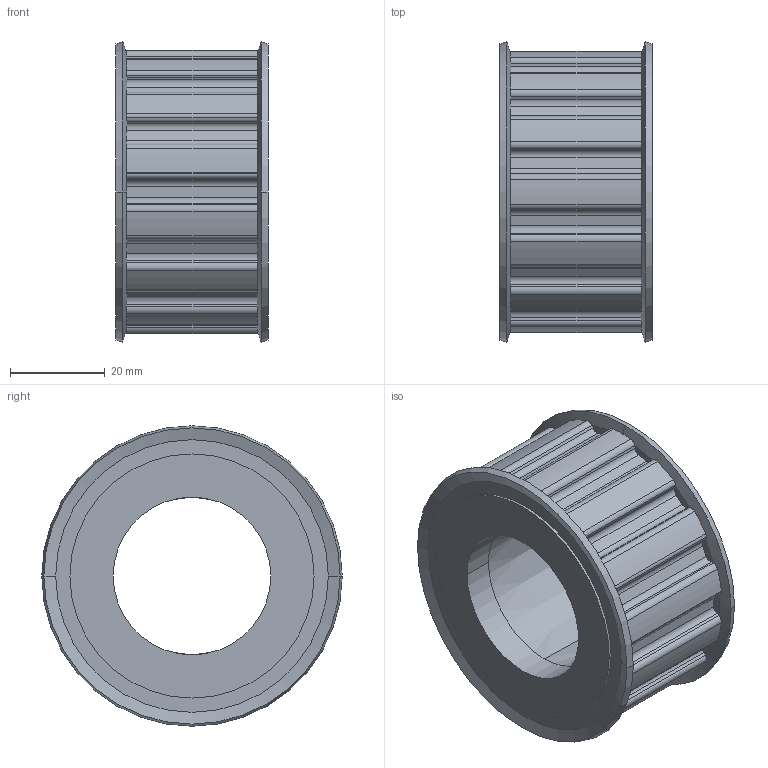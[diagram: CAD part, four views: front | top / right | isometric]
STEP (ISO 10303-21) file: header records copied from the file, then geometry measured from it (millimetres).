
FILE_DESCRIPTION (( 'STEP AP203' ), '1' );
FILE_NAME ('SQD20L100AF-JA.STEP', '2020-08-18T18:22:17', ( '' ), ( '' ), 'SwSTEP 2.0', 'SolidWorks 2019', '' );
FILE_SCHEMA (( 'CONFIG_CONTROL_DESIGN' ));
Length unit declared in the file: inch
Products named in the file (1): SQD20L100AF-JA
Bounding box: 32.13 x 63.5 x 63.5 mm (x, y, z)
Volume: 55013.4 mm3; surface area: 16890.5 mm2
Topology: 1 solids, 1 shells, 214 faces, 564 edges, 351 vertices
Faces by surface type: plane 102, cylinder 92, cone 20
Entity records: 6741 total; most frequent: DIRECTION 1308, CARTESIAN_POINT 1124, ORIENTED_EDGE 1116, EDGE_CURVE 558, AXIS2_PLACEMENT_3D 535, VERTEX_POINT 351, CIRCLE 320, LINE 238
